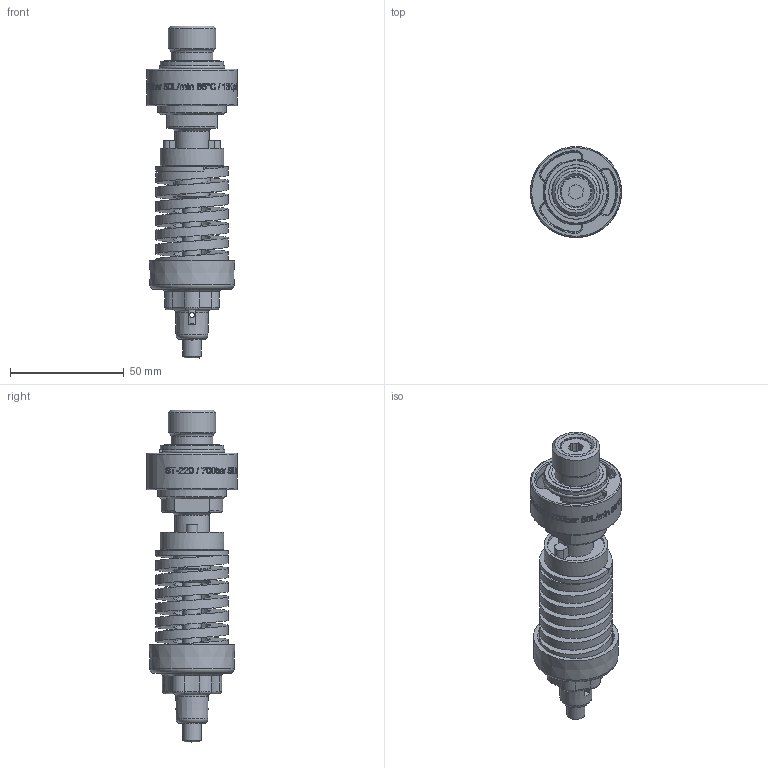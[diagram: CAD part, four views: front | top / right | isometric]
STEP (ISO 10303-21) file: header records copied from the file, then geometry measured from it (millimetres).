
FILE_DESCRIPTION(/* description */ ('Unknown'),/* implementation_level */ '2;1');
FILE_NAME(/* name */ '200220500-ST-220 3D',/* time_stamp */ '2022-10-07T08:35:55+02:00',/* author */ ('I.Mertin'),/* organization */ ('Suttner GmbH'),/* preprocessor_version */ 'ST-DEVELOPER v18.102',/* originating_system */ 'Solid Edge',/* authorisation */ 'Unknown');
FILE_SCHEMA (('AUTOMOTIVE_DESIGN {1 0 10303 214 3 1 1}'));
Length unit declared in the file: millimetre
Products named in the file (1): 200220500-ST-220  3D
Bounding box: 40 x 40 x 146 mm (x, y, z)
Volume: 69741.6 mm3; surface area: 38082.3 mm2
Topology: 2 solids, 2 shells, 602 faces, 1480 edges, 958 vertices
Faces by surface type: plane 236, cylinder 151, bspline 129, cone 59, torus 27
Full cylindrical faces by diameter (mm): 2.2 x3, 4 x11, 8 x5, 8.1 x1, 14 x1, 15.1 x2, 16 x2, 16.1 x1, 18.4 x1, 18.5 x1, 20.955 x1, 23.9 x1, 24 x1, 25 x1, 25.2 x1, 26 x2, 28 x4, 30 x1, 32.5 x1, 35 x1, 40 x1
Entity records: 36659 total; most frequent: CARTESIAN_POINT 19558, ORIENTED_EDGE 2678, DIRECTION 2353, EDGE_CURVE 1339, VERTEX_POINT 917, AXIS2_PLACEMENT_3D 911, FACE_BOUND 800, EDGE_LOOP 799
